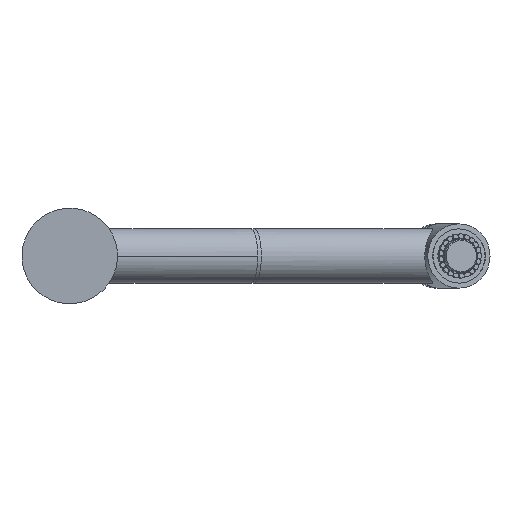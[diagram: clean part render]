
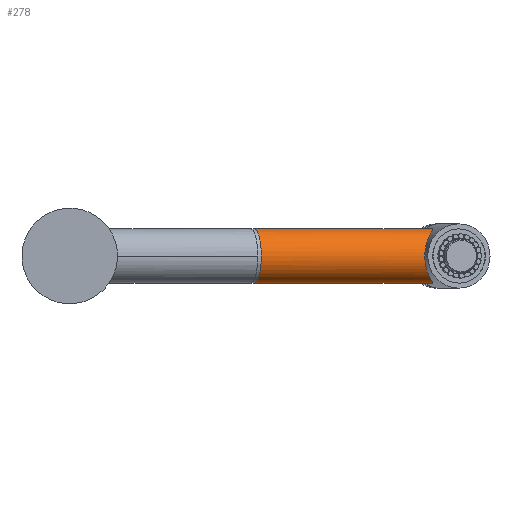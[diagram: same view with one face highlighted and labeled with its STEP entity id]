
A CAD part, front view. The second image highlights one B-rep face of the part: STEP entity #278.
In plain terms, the highlighted cylindrical face has radius 14.8 mm (diameter 29.6 mm), a partial arc.
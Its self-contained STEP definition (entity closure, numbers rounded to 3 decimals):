
#278=ADVANCED_FACE('Defeature ausgef_hrt1_140',(#907),#908,.T.);
#907=FACE_OUTER_BOUND('',#3279,.T.);
#908=CYLINDRICAL_SURFACE('',#3280,14.8);
#3279=EDGE_LOOP('',(#5372,#5373,#5374,#5375,#5376));
#3280=AXIS2_PLACEMENT_3D('',#5377,#5378,#5379);
#5372=ORIENTED_EDGE('',*,*,#7195,.F.);
#5373=ORIENTED_EDGE('',*,*,#7747,.F.);
#5374=ORIENTED_EDGE('',*,*,#7197,.T.);
#5375=ORIENTED_EDGE('',*,*,#7183,.F.);
#5376=ORIENTED_EDGE('',*,*,#7748,.F.);
#5377=CARTESIAN_POINT('',(600.254,-40.359,8.748));
#5378=DIRECTION('',(-0.966,-0.259,-0.0));
#5379=DIRECTION('',(0.0,0.0,-1.0));
#7183=EDGE_CURVE('Defeature ausgef_hrt1_144+Defeature ausgef_hrt1_140+Defeature ausgef_hrt1_140+Defeature ausgef_hrt1_140',#8391,#8393,#8394,.T.);
#7195=EDGE_CURVE('NONE',#8401,#8415,#8416,.T.);
#7197=EDGE_CURVE('NONE',#8403,#8393,#8418,.T.);
#7747=EDGE_CURVE('Defeature ausgef_hrt1_143+Defeature ausgef_hrt1_140+Defeature ausgef_hrt1_140+Defeature ausgef_hrt1_140',#8403,#8401,#9366,.T.);
#7748=EDGE_CURVE('Defeature ausgef_hrt1_144+Defeature ausgef_hrt1_140+Defeature ausgef_hrt1_140+Defeature ausgef_hrt1_140',#8415,#8391,#9367,.T.);
#8391=VERTEX_POINT('NONE',#10347);
#8393=VERTEX_POINT('NONE',#10350);
#8394=B_SPLINE_CURVE_WITH_KNOTS('',3,(#10351,#10352,#10353,#10354,#10355,#10356,#10357,#10358,#10359,#10360,#10361,#10362,#10363,#10364,#10365,#10366,#10367,#10368,#10369,#10370,#10371,#10372,#10373,#10374,#10375,#10376,#10377,#10378,#10379,#10380),.UNSPECIFIED.,.F.,.F.,(4,2,2,2,2,2,2,2,2,2,2,2,2,2,4),(0.,0.003,0.005,0.006,0.008,0.009,0.012,0.014,0.015,0.019,0.02,0.022,0.022,0.023,0.025),.UNSPECIFIED.);
#8401=VERTEX_POINT('NONE',#10417);
#8403=VERTEX_POINT('NONE',#10420);
#8415=VERTEX_POINT('NONE',#10490);
#8416=LINE('',#10491,#10492);
#8418=LINE('',#10523,#10524);
#9366=CIRCLE('',#13263,14.8);
#9367=B_SPLINE_CURVE_WITH_KNOTS('',3,(#13264,#13265,#13266,#13267,#13268,#13269,#13270,#13271,#13272,#13273,#13274,#13275,#13276,#13277,#13278,#13279,#13280,#13281,#13282,#13283,#13284,#13285,#13286,#13287,#13288,#13289,#13290,#13291,#13292,#13293),.UNSPECIFIED.,.F.,.F.,(4,2,2,2,2,2,2,2,2,2,2,2,2,2,4),(0.074,0.075,0.076,0.077,0.079,0.081,0.084,0.085,0.087,0.09,0.091,0.093,0.095,0.096,0.099),.UNSPECIFIED.);
#10347=CARTESIAN_POINT('',(692.95,-30.843,8.748));
#10350=CARTESIAN_POINT('',(697.003,-14.435,-6.052));
#10351=CARTESIAN_POINT('',(692.95,-30.843,8.748));
#10352=CARTESIAN_POINT('',(692.95,-30.843,7.698));
#10353=CARTESIAN_POINT('',(693.012,-30.712,6.674));
#10354=CARTESIAN_POINT('',(693.188,-30.336,5.176));
#10355=CARTESIAN_POINT('',(693.261,-30.178,4.679));
#10356=CARTESIAN_POINT('',(693.431,-29.811,3.717));
#10357=CARTESIAN_POINT('',(693.527,-29.602,3.252));
#10358=CARTESIAN_POINT('',(693.739,-29.136,2.351));
#10359=CARTESIAN_POINT('',(693.855,-28.879,1.915));
#10360=CARTESIAN_POINT('',(694.104,-28.321,1.071));
#10361=CARTESIAN_POINT('',(694.237,-28.019,0.662));
#10362=CARTESIAN_POINT('',(694.648,-27.068,-0.501));
#10363=CARTESIAN_POINT('',(694.942,-26.369,-1.202));
#10364=CARTESIAN_POINT('',(695.391,-25.234,-2.16));
#10365=CARTESIAN_POINT('',(695.542,-24.84,-2.463));
#10366=CARTESIAN_POINT('',(695.843,-24.023,-3.039));
#10367=CARTESIAN_POINT('',(695.992,-23.603,-3.309));
#10368=CARTESIAN_POINT('',(696.421,-22.315,-4.066));
#10369=CARTESIAN_POINT('',(696.689,-21.418,-4.5));
#10370=CARTESIAN_POINT('',(697.012,-19.999,-5.048));
#10371=CARTESIAN_POINT('',(697.107,-19.512,-5.215));
#10372=CARTESIAN_POINT('',(697.253,-18.518,-5.507));
#10373=CARTESIAN_POINT('',(697.303,-18.016,-5.632));
#10374=CARTESIAN_POINT('',(697.333,-17.252,-5.785));
#10375=CARTESIAN_POINT('',(697.335,-16.996,-5.831));
#10376=CARTESIAN_POINT('',(697.322,-16.48,-5.91));
#10377=CARTESIAN_POINT('',(697.306,-16.219,-5.944));
#10378=CARTESIAN_POINT('',(697.228,-15.442,-6.025));
#10379=CARTESIAN_POINT('',(697.136,-14.934,-6.052));
#10380=CARTESIAN_POINT('',(697.003,-14.435,-6.052));
#10417=CARTESIAN_POINT('',(600.254,-40.359,23.548));
#10420=CARTESIAN_POINT('',(600.254,-40.359,-6.052));
#10490=CARTESIAN_POINT('',(697.003,-14.435,23.548));
#10491=CARTESIAN_POINT('',(600.254,-40.359,23.548));
#10492=VECTOR('',#14625,1000.0);
#10523=CARTESIAN_POINT('',(600.254,-40.359,-6.052));
#10524=VECTOR('',#14626,1000.0);
#13263=AXIS2_PLACEMENT_3D('',#15388,#15389,#15390);
#13264=CARTESIAN_POINT('',(697.003,-14.435,23.548));
#13265=CARTESIAN_POINT('',(697.07,-14.684,23.548));
#13266=CARTESIAN_POINT('',(697.126,-14.937,23.541));
#13267=CARTESIAN_POINT('',(697.219,-15.448,23.514));
#13268=CARTESIAN_POINT('',(697.255,-15.708,23.494));
#13269=CARTESIAN_POINT('',(697.332,-16.487,23.412));
#13270=CARTESIAN_POINT('',(697.343,-17.001,23.332));
#13271=CARTESIAN_POINT('',(697.303,-18.016,23.128));
#13272=CARTESIAN_POINT('',(697.252,-18.519,23.003));
#13273=CARTESIAN_POINT('',(697.106,-19.515,22.71));
#13274=CARTESIAN_POINT('',(697.012,-20.,22.545));
#13275=CARTESIAN_POINT('',(696.689,-21.418,21.996));
#13276=CARTESIAN_POINT('',(696.421,-22.317,21.561));
#13277=CARTESIAN_POINT('',(695.989,-23.61,20.802));
#13278=CARTESIAN_POINT('',(695.84,-24.032,20.53));
#13279=CARTESIAN_POINT('',(695.54,-24.845,19.955));
#13280=CARTESIAN_POINT('',(695.389,-25.238,19.653));
#13281=CARTESIAN_POINT('',(694.941,-26.371,18.696));
#13282=CARTESIAN_POINT('',(694.647,-27.071,17.994));
#13283=CARTESIAN_POINT('',(694.233,-28.027,16.824));
#13284=CARTESIAN_POINT('',(694.101,-28.327,16.416));
#13285=CARTESIAN_POINT('',(693.853,-28.883,15.575));
#13286=CARTESIAN_POINT('',(693.738,-29.138,15.141));
#13287=CARTESIAN_POINT('',(693.526,-29.604,14.241));
#13288=CARTESIAN_POINT('',(693.43,-29.813,13.775));
#13289=CARTESIAN_POINT('',(693.26,-30.181,12.81));
#13290=CARTESIAN_POINT('',(693.187,-30.337,12.316));
#13291=CARTESIAN_POINT('',(693.012,-30.712,10.821));
#13292=CARTESIAN_POINT('',(692.95,-30.843,9.799));
#13293=CARTESIAN_POINT('',(692.95,-30.843,8.748));
#14625=DIRECTION('',(0.966,0.259,0.));
#14626=DIRECTION('',(0.966,0.259,0.));
#15388=CARTESIAN_POINT('',(600.254,-40.359,8.748));
#15389=DIRECTION('',(-0.966,-0.259,-0.0));
#15390=DIRECTION('',(0.0,0.0,-1.0));
